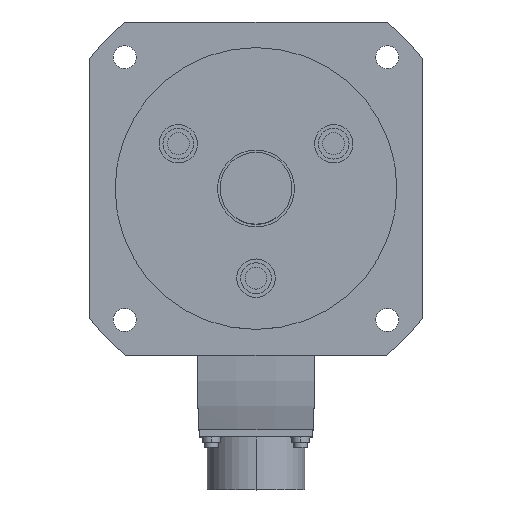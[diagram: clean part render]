
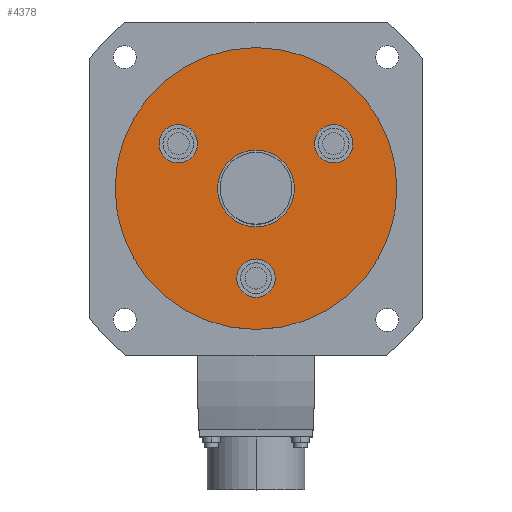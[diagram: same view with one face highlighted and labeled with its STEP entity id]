
A CAD part, top view. The second image highlights one B-rep face of the part: STEP entity #4378.
In plain terms, the highlighted planar face has unit normal (0, 0, 1).
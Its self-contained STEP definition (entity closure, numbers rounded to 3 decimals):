
#1=CARTESIAN_POINT('',(0.,0.,3.));
#2=DIRECTION('',(0.,0.,1.));
#3=DIRECTION('',(0.,-1.,0.));
#4=AXIS2_PLACEMENT_3D('',#1,#2,#3);
#6=CARTESIAN_POINT('',(0.,0.,3.));
#7=DIRECTION('',(0.,0.,1.));
#8=DIRECTION('',(0.,1.,0.));
#9=AXIS2_PLACEMENT_3D('',#6,#7,#8);
#11=CARTESIAN_POINT('',(-30.311,17.5,3.));
#12=DIRECTION('',(0.,0.,1.));
#13=DIRECTION('',(0.5,0.866,0.));
#14=AXIS2_PLACEMENT_3D('',#11,#12,#13);
#16=CARTESIAN_POINT('',(-30.311,17.5,3.));
#17=DIRECTION('',(0.,0.,1.));
#18=DIRECTION('',(-0.5,-0.866,0.));
#19=AXIS2_PLACEMENT_3D('',#16,#17,#18);
#21=CARTESIAN_POINT('',(30.311,17.5,3.));
#22=DIRECTION('',(0.,0.,1.));
#23=DIRECTION('',(0.5,-0.866,0.));
#24=AXIS2_PLACEMENT_3D('',#21,#22,#23);
#26=CARTESIAN_POINT('',(30.311,17.5,3.));
#27=DIRECTION('',(0.,0.,1.));
#28=DIRECTION('',(-0.5,0.866,0.));
#29=AXIS2_PLACEMENT_3D('',#26,#27,#28);
#31=CARTESIAN_POINT('',(0.,-35.,3.));
#32=DIRECTION('',(0.,0.,1.));
#33=DIRECTION('',(-1.,0.,0.));
#34=AXIS2_PLACEMENT_3D('',#31,#32,#33);
#36=CARTESIAN_POINT('',(0.,-35.,3.));
#37=DIRECTION('',(0.,0.,1.));
#38=DIRECTION('',(1.,0.,0.));
#39=AXIS2_PLACEMENT_3D('',#36,#37,#38);
#41=CARTESIAN_POINT('',(0.,0.,3.));
#42=DIRECTION('',(0.,0.,-1.));
#43=DIRECTION('',(1.,0.,0.));
#44=AXIS2_PLACEMENT_3D('',#41,#42,#43);
#46=CARTESIAN_POINT('',(0.,0.,3.));
#47=DIRECTION('',(0.,0.,-1.));
#48=DIRECTION('',(-1.,0.,0.));
#49=AXIS2_PLACEMENT_3D('',#46,#47,#48);
#3355=CARTESIAN_POINT('',(55.,0.,3.));
#3356=CARTESIAN_POINT('',(-55.,0.,3.));
#3357=VERTEX_POINT('',#3355);
#3358=VERTEX_POINT('',#3356);
#3475=CARTESIAN_POINT('',(-7.5,-35.,3.));
#3476=CARTESIAN_POINT('',(7.5,-35.,3.));
#3477=VERTEX_POINT('',#3475);
#3478=VERTEX_POINT('',#3476);
#3479=CARTESIAN_POINT('',(34.061,11.005,3.));
#3480=CARTESIAN_POINT('',(26.561,23.995,3.));
#3481=VERTEX_POINT('',#3479);
#3482=VERTEX_POINT('',#3480);
#3483=CARTESIAN_POINT('',(-26.561,23.995,3.));
#3484=CARTESIAN_POINT('',(-34.061,11.005,3.));
#3485=VERTEX_POINT('',#3483);
#3486=VERTEX_POINT('',#3484);
#4219=CARTESIAN_POINT('',(0.,-15.,3.));
#4220=CARTESIAN_POINT('',(0.,15.,3.));
#4221=VERTEX_POINT('',#4219);
#4222=VERTEX_POINT('',#4220);
#4343=CARTESIAN_POINT('',(0.,0.,3.));
#4344=DIRECTION('',(0.,0.,1.));
#4345=DIRECTION('',(-1.,0.,0.));
#4346=AXIS2_PLACEMENT_3D('',#4343,#4344,#4345);
#4347=PLANE('',#4346);
#4349=ORIENTED_EDGE('',*,*,#4348,.T.);
#4351=ORIENTED_EDGE('',*,*,#4350,.T.);
#4352=EDGE_LOOP('',(#4349,#4351));
#4353=FACE_OUTER_BOUND('',#4352,.F.);
#4355=ORIENTED_EDGE('',*,*,#4354,.T.);
#4357=ORIENTED_EDGE('',*,*,#4356,.T.);
#4358=EDGE_LOOP('',(#4355,#4357));
#4359=FACE_BOUND('',#4358,.F.);
#4361=ORIENTED_EDGE('',*,*,#4360,.T.);
#4363=ORIENTED_EDGE('',*,*,#4362,.T.);
#4364=EDGE_LOOP('',(#4361,#4363));
#4365=FACE_BOUND('',#4364,.F.);
#4367=ORIENTED_EDGE('',*,*,#4366,.T.);
#4369=ORIENTED_EDGE('',*,*,#4368,.T.);
#4370=EDGE_LOOP('',(#4367,#4369));
#4371=FACE_BOUND('',#4370,.F.);
#4373=ORIENTED_EDGE('',*,*,#4372,.T.);
#4375=ORIENTED_EDGE('',*,*,#4374,.T.);
#4376=EDGE_LOOP('',(#4373,#4375));
#4377=FACE_BOUND('',#4376,.F.);
#4378=ADVANCED_FACE('',(#4353,#4359,#4365,#4371,#4377),#4347,.T.);
#5=CIRCLE('',#4,15.);
#10=CIRCLE('',#9,15.);
#15=CIRCLE('',#14,7.5);
#20=CIRCLE('',#19,7.5);
#25=CIRCLE('',#24,7.5);
#30=CIRCLE('',#29,7.5);
#35=CIRCLE('',#34,7.5);
#40=CIRCLE('',#39,7.5);
#45=CIRCLE('',#44,55.);
#50=CIRCLE('',#49,55.);
#4348=EDGE_CURVE('',#3357,#3358,#45,.T.);
#4350=EDGE_CURVE('',#3358,#3357,#50,.T.);
#4354=EDGE_CURVE('',#4221,#4222,#5,.T.);
#4356=EDGE_CURVE('',#4222,#4221,#10,.T.);
#4360=EDGE_CURVE('',#3485,#3486,#15,.T.);
#4362=EDGE_CURVE('',#3486,#3485,#20,.T.);
#4366=EDGE_CURVE('',#3481,#3482,#25,.T.);
#4368=EDGE_CURVE('',#3482,#3481,#30,.T.);
#4372=EDGE_CURVE('',#3477,#3478,#35,.T.);
#4374=EDGE_CURVE('',#3478,#3477,#40,.T.);
